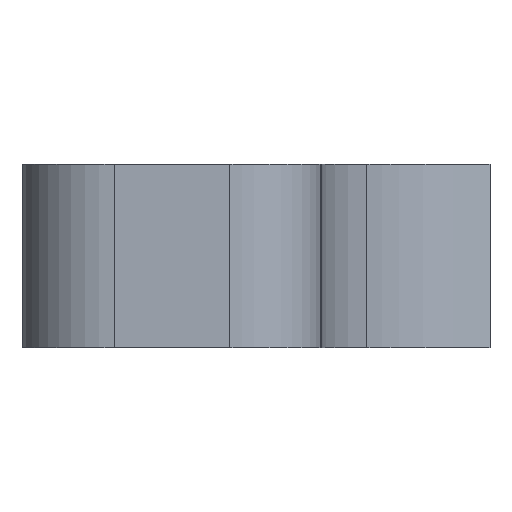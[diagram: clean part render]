
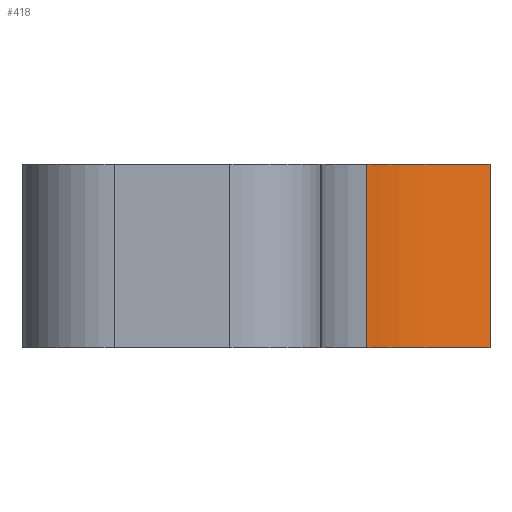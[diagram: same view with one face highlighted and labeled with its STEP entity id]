
A CAD part, left-side view. The second image highlights one B-rep face of the part: STEP entity #418.
In plain terms, the highlighted free-form (B-spline) face has degree [3, 1] with [4, 2] control points.
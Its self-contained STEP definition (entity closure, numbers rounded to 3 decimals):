
#10 = B_SPLINE_CURVE_WITH_KNOTS ( 'NONE', 3,
 ( #478, #259, #245, #242 ),
 .UNSPECIFIED., .F., .F.,
 ( 4, 4 ),
 ( 14., 15. ),
 .UNSPECIFIED. ) ;
#13 = VERTEX_POINT ( 'NONE', #467 ) ;
#15 = ORIENTED_EDGE ( 'NONE', *, *, #585, .F. ) ;
#118 = CARTESIAN_POINT ( 'NONE',  ( 6.701, -4.778, -3. ) ) ;
#119 = CARTESIAN_POINT ( 'NONE',  ( 5.663, -3.983, 3. ) ) ;
#121 = CARTESIAN_POINT ( 'NONE',  ( 5.663, -3.983, -3. ) ) ;
#130 = ORIENTED_EDGE ( 'NONE', *, *, #591, .F. ) ;
#137 = FACE_OUTER_BOUND ( 'NONE', #356, .T. ) ;
#158 = ORIENTED_EDGE ( 'NONE', *, *, #323, .T. ) ;
#167 = CARTESIAN_POINT ( 'NONE',  ( 5.663, -3.983, -3. ) ) ;
#169 = CARTESIAN_POINT ( 'NONE',  ( 6.701, -4.778, -3. ) ) ;
#179 = CARTESIAN_POINT ( 'NONE',  ( 8.403, -8.012, -3. ) ) ;
#187 = CARTESIAN_POINT ( 'NONE',  ( 8.403, -8.012, 3. ) ) ;
#193 = LINE ( 'NONE', #254, #539 ) ;
#202 = CARTESIAN_POINT ( 'NONE',  ( 5.663, -3.983, -3. ) ) ;
#215 = CARTESIAN_POINT ( 'NONE',  ( 8.403, -8.012, 3. ) ) ;
#226 = VERTEX_POINT ( 'NONE', #293 ) ;
#229 = CARTESIAN_POINT ( 'NONE',  ( 8.403, -8.012, -3. ) ) ;
#232 = DIRECTION ( 'NONE',  ( 0., 0., -1. ) ) ;
#233 = CARTESIAN_POINT ( 'NONE',  ( 7.842, -5.815, 3. ) ) ;
#242 = CARTESIAN_POINT ( 'NONE',  ( 5.663, -3.983, 3. ) ) ;
#245 = CARTESIAN_POINT ( 'NONE',  ( 6.701, -4.778, 3. ) ) ;
#246 = DIRECTION ( 'NONE',  ( 0., 0., -1. ) ) ;
#254 = CARTESIAN_POINT ( 'NONE',  ( 5.663, -3.983, 3. ) ) ;
#259 = CARTESIAN_POINT ( 'NONE',  ( 7.842, -5.815, 3. ) ) ;
#268 = CARTESIAN_POINT ( 'NONE',  ( 7.842, -5.815, -3. ) ) ;
#293 = CARTESIAN_POINT ( 'NONE',  ( 8.403, -8.012, 3. ) ) ;
#323 = EDGE_CURVE ( 'NONE', #226, #555, #10, .T. ) ;
#356 = EDGE_LOOP ( 'NONE', ( #15, #130, #158, #640 ) ) ;
#358 = CARTESIAN_POINT ( 'NONE',  ( 5.663, -3.983, 3. ) ) ;
#393 = VERTEX_POINT ( 'NONE', #202 ) ;
#418 = ADVANCED_FACE ( 'NONE', ( #137 ), #507, .T. ) ;
#467 = CARTESIAN_POINT ( 'NONE',  ( 8.403, -8.012, -3. ) ) ;
#478 = CARTESIAN_POINT ( 'NONE',  ( 8.403, -8.012, 3. ) ) ;
#507 = B_SPLINE_SURFACE_WITH_KNOTS ( 'NONE', 3, 1, ( 
 ( #215, #229 ),
 ( #233, #512 ),
 ( #533, #118 ),
 ( #119, #121 ) ),
 .UNSPECIFIED., .F., .F., .F.,
 ( 4, 4 ),
 ( 2, 2 ),
 ( 14., 15. ),
 ( 0., 1. ),
 .UNSPECIFIED. ) ;
#512 = CARTESIAN_POINT ( 'NONE',  ( 7.842, -5.815, -3. ) ) ;
#519 = B_SPLINE_CURVE_WITH_KNOTS ( 'NONE', 3,
 ( #179, #268, #169, #167 ),
 .UNSPECIFIED., .F., .F.,
 ( 4, 4 ),
 ( 14., 15. ),
 .UNSPECIFIED. ) ;
#530 = VECTOR ( 'NONE', #232, 1000. ) ;
#533 = CARTESIAN_POINT ( 'NONE',  ( 6.701, -4.778, 3. ) ) ;
#539 = VECTOR ( 'NONE', #246, 1000. ) ;
#555 = VERTEX_POINT ( 'NONE', #358 ) ;
#581 = EDGE_CURVE ( 'NONE', #555, #393, #193, .T. ) ;
#585 = EDGE_CURVE ( 'NONE', #13, #393, #519, .T. ) ;
#591 = EDGE_CURVE ( 'NONE', #226, #13, #634, .T. ) ;
#634 = LINE ( 'NONE', #187, #530 ) ;
#640 = ORIENTED_EDGE ( 'NONE', *, *, #581, .T. ) ;
